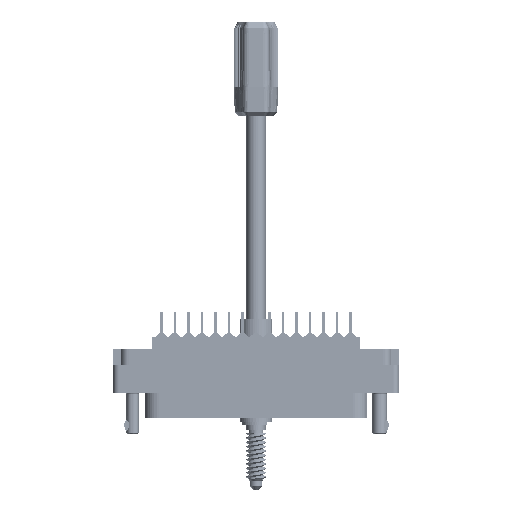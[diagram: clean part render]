
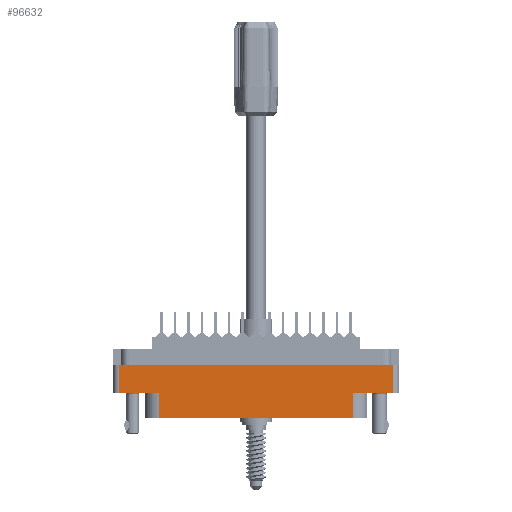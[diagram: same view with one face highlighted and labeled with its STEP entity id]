
A CAD part, front view. The second image highlights one B-rep face of the part: STEP entity #96632.
In plain terms, the highlighted planar face has unit normal (0, -1, 0).
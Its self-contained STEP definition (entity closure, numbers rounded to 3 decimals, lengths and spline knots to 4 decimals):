
#1170 = LINE ( 'NONE', #1255, #88910 ) ;
#1255 = CARTESIAN_POINT ( 'NONE',  ( -1.313, -0.7625, -0.78 ) ) ;
#3108 = LINE ( 'NONE', #45201, #16790 ) ;
#4050 = LINE ( 'NONE', #96908, #19122 ) ;
#6983 = CARTESIAN_POINT ( 'NONE',  ( 1.313, -0.7625, -0.54 ) ) ;
#7922 = DIRECTION ( 'NONE',  ( 0., 0., -1. ) ) ;
#9828 = VECTOR ( 'NONE', #96340, 39.3701 ) ;
#10106 = ORIENTED_EDGE ( 'NONE', *, *, #73386, .T. ) ;
#10620 = VECTOR ( 'NONE', #103700, 39.3701 ) ;
#11421 = DIRECTION ( 'NONE',  ( 0., 0., 1. ) ) ;
#12255 = DIRECTION ( 'NONE',  ( 0., 0., 1. ) ) ;
#13650 = CARTESIAN_POINT ( 'NONE',  ( -0.9315, -0.7625, -0.54 ) ) ;
#16790 = VECTOR ( 'NONE', #71281, 39.3701 ) ;
#17567 = ORIENTED_EDGE ( 'NONE', *, *, #52987, .T. ) ;
#18399 = VERTEX_POINT ( 'NONE', #70330 ) ;
#18561 = CARTESIAN_POINT ( 'NONE',  ( 0., -0.7625, -0.274 ) ) ;
#19122 = VECTOR ( 'NONE', #44792, 39.3701 ) ;
#20340 = ORIENTED_EDGE ( 'NONE', *, *, #72422, .T. ) ;
#21445 = CARTESIAN_POINT ( 'NONE',  ( 1.313, -0.7625, -0.274 ) ) ;
#21880 = EDGE_CURVE ( 'NONE', #98327, #64103, #56497, .T. ) ;
#23634 = VERTEX_POINT ( 'NONE', #6983 ) ;
#26460 = VERTEX_POINT ( 'NONE', #13650 ) ;
#29510 = ORIENTED_EDGE ( 'NONE', *, *, #70221, .T. ) ;
#31665 = CARTESIAN_POINT ( 'NONE',  ( -1.313, -0.7625, -0.274 ) ) ;
#32420 = CARTESIAN_POINT ( 'NONE',  ( -1.375, -0.7625, -0.78 ) ) ;
#32845 = CARTESIAN_POINT ( 'NONE',  ( 0., -0.7625, -0.54 ) ) ;
#33423 = CARTESIAN_POINT ( 'NONE',  ( 0.9315, -0.7625, -0.54 ) ) ;
#33684 = VECTOR ( 'NONE', #12255, 39.3701 ) ;
#34836 = LINE ( 'NONE', #38225, #75928 ) ;
#38225 = CARTESIAN_POINT ( 'NONE',  ( 1.313, -0.7625, -0.78 ) ) ;
#40274 = AXIS2_PLACEMENT_3D ( 'NONE', #32420, #61132, #7922 ) ;
#41487 = EDGE_CURVE ( 'NONE', #23634, #61895, #51796, .T. ) ;
#44792 = DIRECTION ( 'NONE',  ( 1., 0., 0. ) ) ;
#45201 = CARTESIAN_POINT ( 'NONE',  ( -1.375, -0.7625, -0.78 ) ) ;
#50629 = EDGE_CURVE ( 'NONE', #23634, #64103, #34836, .T. ) ;
#51796 = LINE ( 'NONE', #32845, #10620 ) ;
#52987 = EDGE_CURVE ( 'NONE', #54478, #18399, #3108, .T. ) ;
#54478 = VERTEX_POINT ( 'NONE', #84980 ) ;
#56497 = LINE ( 'NONE', #18561, #9828 ) ;
#59731 = FACE_OUTER_BOUND ( 'NONE', #110690, .T. ) ;
#61132 = DIRECTION ( 'NONE',  ( 0., -1., 0. ) ) ;
#61447 = DIRECTION ( 'NONE',  ( 0., 0., -1. ) ) ;
#61895 = VERTEX_POINT ( 'NONE', #33423 ) ;
#64103 = VERTEX_POINT ( 'NONE', #21445 ) ;
#67966 = LINE ( 'NONE', #100352, #33684 ) ;
#69525 = EDGE_CURVE ( 'NONE', #90666, #26460, #4050, .T. ) ;
#70221 = EDGE_CURVE ( 'NONE', #98327, #90666, #1170, .T. ) ;
#70330 = CARTESIAN_POINT ( 'NONE',  ( 0.9315, -0.7625, -0.78 ) ) ;
#71281 = DIRECTION ( 'NONE',  ( 1., 0., 0. ) ) ;
#71781 = ORIENTED_EDGE ( 'NONE', *, *, #69525, .T. ) ;
#72422 = EDGE_CURVE ( 'NONE', #18399, #61895, #67966, .T. ) ;
#72434 = ORIENTED_EDGE ( 'NONE', *, *, #50629, .T. ) ;
#73386 = EDGE_CURVE ( 'NONE', #26460, #54478, #78598, .T. ) ;
#75928 = VECTOR ( 'NONE', #11421, 39.3701 ) ;
#78598 = LINE ( 'NONE', #103822, #106118 ) ;
#84568 = CARTESIAN_POINT ( 'NONE',  ( -1.313, -0.7625, -0.54 ) ) ;
#84881 = PLANE ( 'NONE',  #40274 ) ;
#84980 = CARTESIAN_POINT ( 'NONE',  ( -0.9315, -0.7625, -0.78 ) ) ;
#88910 = VECTOR ( 'NONE', #61447, 39.3701 ) ;
#90666 = VERTEX_POINT ( 'NONE', #84568 ) ;
#94130 = ORIENTED_EDGE ( 'NONE', *, *, #41487, .F. ) ;
#96119 = DIRECTION ( 'NONE',  ( 0., 0., -1. ) ) ;
#96340 = DIRECTION ( 'NONE',  ( 1., 0., 0. ) ) ;
#96632 = ADVANCED_FACE ( 'NONE', ( #59731 ), #84881, .T. ) ;
#96908 = CARTESIAN_POINT ( 'NONE',  ( 0., -0.7625, -0.54 ) ) ;
#98327 = VERTEX_POINT ( 'NONE', #31665 ) ;
#100352 = CARTESIAN_POINT ( 'NONE',  ( 0.9315, -0.7625, -0.54 ) ) ;
#103700 = DIRECTION ( 'NONE',  ( -1., 0., 0. ) ) ;
#103822 = CARTESIAN_POINT ( 'NONE',  ( -0.9315, -0.7625, -0.78 ) ) ;
#106118 = VECTOR ( 'NONE', #96119, 39.3701 ) ;
#110690 = EDGE_LOOP ( 'NONE', ( #113207, #29510, #71781, #10106, #17567, #20340, #94130, #72434 ) ) ;
#113207 = ORIENTED_EDGE ( 'NONE', *, *, #21880, .F. ) ;
